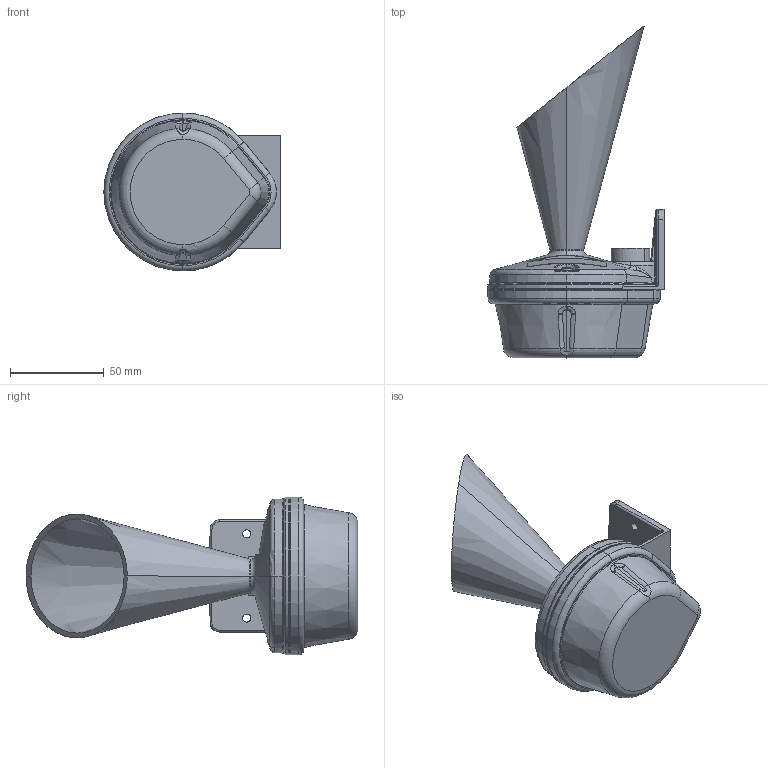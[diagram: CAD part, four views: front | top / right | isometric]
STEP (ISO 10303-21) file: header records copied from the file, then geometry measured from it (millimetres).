
FILE_DESCRIPTION (( 'STEP AP203' ), '1' );
FILE_NAME ('D152-00-001-3D_Issue_A.STEP', '2022-02-11T10:26:20', ( '' ), ( '' ), 'SwSTEP 2.0', 'SolidWorks 2021', '' );
FILE_SCHEMA (( 'CONFIG_CONTROL_DESIGN' ));
Length unit declared in the file: millimetre
Products named in the file (1): D152-00-001-3D_Issue_A
Bounding box: 94.24 x 177.5 x 84.48 mm (x, y, z)
Volume: 277142.9 mm3; surface area: 55583.2 mm2
Topology: 1 solids, 4 shells, 386 faces, 941 edges, 556 vertices
Faces by surface type: bspline 109, plane 90, cylinder 77, cone 76, torus 32, sphere 2
Entity records: 15207 total; most frequent: CARTESIAN_POINT 7215, ORIENTED_EDGE 1854, DIRECTION 1422, EDGE_CURVE 927, AXIS2_PLACEMENT_3D 580, VERTEX_POINT 556, EDGE_LOOP 401, FACE_OUTER_BOUND 386
